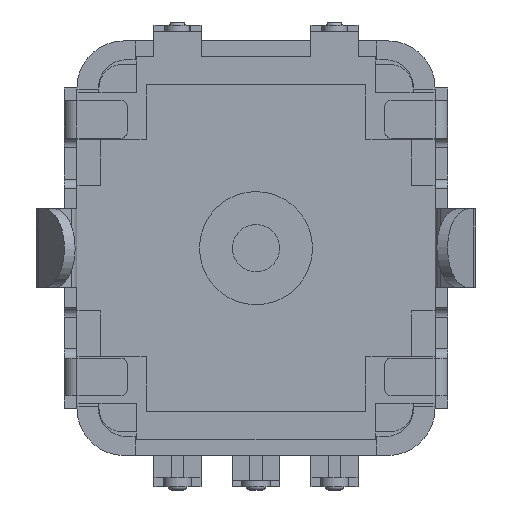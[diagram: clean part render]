
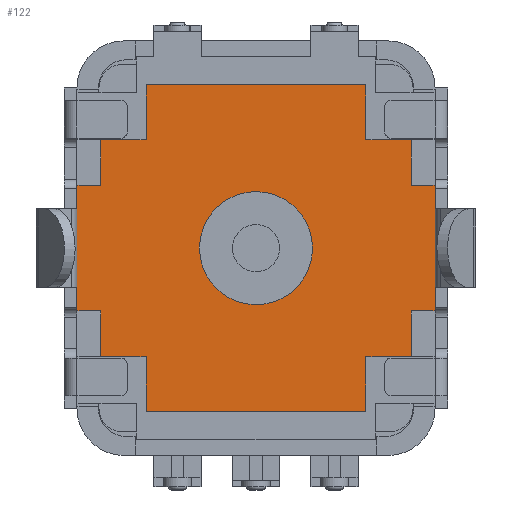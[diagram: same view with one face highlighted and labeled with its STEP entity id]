
A CAD part, front view. The second image highlights one B-rep face of the part: STEP entity #122.
In plain terms, the highlighted planar face has unit normal (0, -1, 0).
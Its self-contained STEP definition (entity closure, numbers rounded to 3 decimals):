
#122=ADVANCED_FACE('',(#701,#702),#703,.F.);
#701=FACE_OUTER_BOUND('',#1754,.T.);
#702=FACE_BOUND('',#1755,.T.);
#703=PLANE('',#1756);
#1754=EDGE_LOOP('',(#4455,#4456,#4457,#4458,#4459,#4460,#4461,#4462,#4463,#4464,#4465,#4466,#4467,#4468,#4469,#4470,#4471,#4472,#4473,#4474,#4475,#4476,#4477,#4478));
#1755=EDGE_LOOP('',(#4479,#4480,#4481,#4482));
#1756=AXIS2_PLACEMENT_3D('',#4483,#4484,#4485);
#4455=ORIENTED_EDGE('',*,*,#8540,.F.);
#4456=ORIENTED_EDGE('',*,*,#8541,.F.);
#4457=ORIENTED_EDGE('',*,*,#8542,.F.);
#4458=ORIENTED_EDGE('',*,*,#8543,.F.);
#4459=ORIENTED_EDGE('',*,*,#8544,.F.);
#4460=ORIENTED_EDGE('',*,*,#8545,.T.);
#4461=ORIENTED_EDGE('',*,*,#8546,.T.);
#4462=ORIENTED_EDGE('',*,*,#8547,.T.);
#4463=ORIENTED_EDGE('',*,*,#8548,.T.);
#4464=ORIENTED_EDGE('',*,*,#8549,.F.);
#4465=ORIENTED_EDGE('',*,*,#8550,.F.);
#4466=ORIENTED_EDGE('',*,*,#8551,.F.);
#4467=ORIENTED_EDGE('',*,*,#8539,.T.);
#4468=ORIENTED_EDGE('',*,*,#8552,.F.);
#4469=ORIENTED_EDGE('',*,*,#8553,.F.);
#4470=ORIENTED_EDGE('',*,*,#8554,.F.);
#4471=ORIENTED_EDGE('',*,*,#8555,.F.);
#4472=ORIENTED_EDGE('',*,*,#8556,.T.);
#4473=ORIENTED_EDGE('',*,*,#8557,.T.);
#4474=ORIENTED_EDGE('',*,*,#8558,.T.);
#4475=ORIENTED_EDGE('',*,*,#8559,.T.);
#4476=ORIENTED_EDGE('',*,*,#8560,.F.);
#4477=ORIENTED_EDGE('',*,*,#8561,.F.);
#4478=ORIENTED_EDGE('',*,*,#8562,.F.);
#4479=ORIENTED_EDGE('',*,*,#8226,.F.);
#4480=ORIENTED_EDGE('',*,*,#8563,.F.);
#4481=ORIENTED_EDGE('',*,*,#8230,.F.);
#4482=ORIENTED_EDGE('',*,*,#8564,.F.);
#4483=CARTESIAN_POINT('',(0.0,-5.1,0.0));
#4484=DIRECTION('',(-0.0,1.0,0.0));
#4485=DIRECTION('',(1.0,0.0,0.0));
#8226=EDGE_CURVE('',#9833,#9829,#9835,.T.);
#8230=EDGE_CURVE('',#9841,#9837,#9843,.T.);
#8539=EDGE_CURVE('',#10422,#10447,#10449,.T.);
#8540=EDGE_CURVE('',#10450,#10451,#10452,.T.);
#8541=EDGE_CURVE('',#10453,#10450,#10454,.T.);
#8542=EDGE_CURVE('',#10455,#10453,#10456,.T.);
#8543=EDGE_CURVE('',#10457,#10455,#10458,.T.);
#8544=EDGE_CURVE('',#10459,#10457,#10460,.T.);
#8545=EDGE_CURVE('',#10459,#10461,#10462,.T.);
#8546=EDGE_CURVE('',#10461,#10463,#10464,.T.);
#8547=EDGE_CURVE('',#10463,#10465,#10466,.T.);
#8548=EDGE_CURVE('',#10465,#10467,#10468,.T.);
#8549=EDGE_CURVE('',#10469,#10467,#10470,.T.);
#8550=EDGE_CURVE('',#10471,#10469,#10472,.T.);
#8551=EDGE_CURVE('',#10422,#10471,#10473,.T.);
#8552=EDGE_CURVE('',#10474,#10447,#10475,.T.);
#8553=EDGE_CURVE('',#10476,#10474,#10477,.T.);
#8554=EDGE_CURVE('',#10478,#10476,#10479,.T.);
#8555=EDGE_CURVE('',#10480,#10478,#10481,.T.);
#8556=EDGE_CURVE('',#10480,#10482,#10483,.T.);
#8557=EDGE_CURVE('',#10482,#10484,#10485,.T.);
#8558=EDGE_CURVE('',#10484,#10486,#10487,.T.);
#8559=EDGE_CURVE('',#10486,#10488,#10489,.T.);
#8560=EDGE_CURVE('',#10490,#10488,#10491,.T.);
#8561=EDGE_CURVE('',#10492,#10490,#10493,.T.);
#8562=EDGE_CURVE('',#10451,#10492,#10494,.T.);
#8563=EDGE_CURVE('',#9837,#9833,#10495,.T.);
#8564=EDGE_CURVE('',#9829,#9841,#10496,.T.);
#9829=VERTEX_POINT('',#12184);
#9833=VERTEX_POINT('',#12189);
#9835=CIRCLE('',#12192,1.8);
#9837=VERTEX_POINT('',#12194);
#9841=VERTEX_POINT('',#12199);
#9843=CIRCLE('',#12202,1.8);
#10422=VERTEX_POINT('',#14453);
#10447=VERTEX_POINT('',#14489);
#10449=LINE('',#14492,#14493);
#10450=VERTEX_POINT('',#14494);
#10451=VERTEX_POINT('',#14495);
#10452=LINE('',#14496,#14497);
#10453=VERTEX_POINT('',#14498);
#10454=LINE('',#14499,#14500);
#10455=VERTEX_POINT('',#14501);
#10456=LINE('',#14502,#14503);
#10457=VERTEX_POINT('',#14504);
#10458=LINE('',#14505,#14506);
#10459=VERTEX_POINT('',#14507);
#10460=LINE('',#14508,#14509);
#10461=VERTEX_POINT('',#14510);
#10462=LINE('',#14511,#14512);
#10463=VERTEX_POINT('',#14513);
#10464=LINE('',#14514,#14515);
#10465=VERTEX_POINT('',#14516);
#10466=LINE('',#14517,#14518);
#10467=VERTEX_POINT('',#14519);
#10468=LINE('',#14520,#14521);
#10469=VERTEX_POINT('',#14522);
#10470=LINE('',#14523,#14524);
#10471=VERTEX_POINT('',#14525);
#10472=LINE('',#14526,#14527);
#10473=LINE('',#14528,#14529);
#10474=VERTEX_POINT('',#14530);
#10475=LINE('',#14531,#14532);
#10476=VERTEX_POINT('',#14533);
#10477=LINE('',#14534,#14535);
#10478=VERTEX_POINT('',#14536);
#10479=LINE('',#14537,#14538);
#10480=VERTEX_POINT('',#14539);
#10481=LINE('',#14540,#14541);
#10482=VERTEX_POINT('',#14542);
#10483=LINE('',#14543,#14544);
#10484=VERTEX_POINT('',#14545);
#10485=LINE('',#14546,#14547);
#10486=VERTEX_POINT('',#14548);
#10487=LINE('',#14549,#14550);
#10488=VERTEX_POINT('',#14551);
#10489=LINE('',#14552,#14553);
#10490=VERTEX_POINT('',#14554);
#10491=LINE('',#14555,#14556);
#10492=VERTEX_POINT('',#14557);
#10493=LINE('',#14558,#14559);
#10494=LINE('',#14560,#14561);
#10495=CIRCLE('',#14562,1.8);
#10496=CIRCLE('',#14563,1.8);
#12184=CARTESIAN_POINT('',(1.796,-5.1,-0.113));
#12189=CARTESIAN_POINT('',(-1.8,-5.1,0.0));
#12192=AXIS2_PLACEMENT_3D('',#19412,#19413,#19414);
#12194=CARTESIAN_POINT('',(-1.796,-5.1,0.113));
#12199=CARTESIAN_POINT('',(1.8,-5.1,0.0));
#12202=AXIS2_PLACEMENT_3D('',#19420,#19421,#19422);
#14453=CARTESIAN_POINT('',(-5.7,-5.1,1.25));
#14489=CARTESIAN_POINT('',(-5.7,-5.1,-1.25));
#14492=CARTESIAN_POINT('',(-5.7,-5.1,1.25));
#14493=VECTOR('',#19915,2.5);
#14494=CARTESIAN_POINT('',(5.7,-5.1,1.25));
#14495=CARTESIAN_POINT('',(5.7,-5.1,-1.25));
#14496=CARTESIAN_POINT('',(5.7,-5.1,1.25));
#14497=VECTOR('',#19916,2.5);
#14498=CARTESIAN_POINT('',(5.7,-5.1,2.0));
#14499=CARTESIAN_POINT('',(5.7,-5.1,2.0));
#14500=VECTOR('',#19917,0.75);
#14501=CARTESIAN_POINT('',(4.95,-5.1,2.0));
#14502=CARTESIAN_POINT('',(4.95,-5.1,2.0));
#14503=VECTOR('',#19918,0.75);
#14504=CARTESIAN_POINT('',(4.95,-5.1,3.45));
#14505=CARTESIAN_POINT('',(4.95,-5.1,3.45));
#14506=VECTOR('',#19919,1.45);
#14507=CARTESIAN_POINT('',(3.5,-5.1,3.45));
#14508=CARTESIAN_POINT('',(3.5,-5.1,3.45));
#14509=VECTOR('',#19920,1.45);
#14510=CARTESIAN_POINT('',(3.5,-5.1,5.2));
#14511=CARTESIAN_POINT('',(3.5,-5.1,3.45));
#14512=VECTOR('',#19921,1.75);
#14513=CARTESIAN_POINT('',(-3.5,-5.1,5.2));
#14514=CARTESIAN_POINT('',(3.5,-5.1,5.2));
#14515=VECTOR('',#19922,7.0);
#14516=CARTESIAN_POINT('',(-3.5,-5.1,3.45));
#14517=CARTESIAN_POINT('',(-3.5,-5.1,5.2));
#14518=VECTOR('',#19923,1.75);
#14519=CARTESIAN_POINT('',(-4.95,-5.1,3.45));
#14520=CARTESIAN_POINT('',(-3.5,-5.1,3.45));
#14521=VECTOR('',#19924,1.45);
#14522=CARTESIAN_POINT('',(-4.95,-5.1,2.0));
#14523=CARTESIAN_POINT('',(-4.95,-5.1,2.0));
#14524=VECTOR('',#19925,1.45);
#14525=CARTESIAN_POINT('',(-5.7,-5.1,2.0));
#14526=CARTESIAN_POINT('',(-5.7,-5.1,2.0));
#14527=VECTOR('',#19926,0.75);
#14528=CARTESIAN_POINT('',(-5.7,-5.1,1.25));
#14529=VECTOR('',#19927,0.75);
#14530=CARTESIAN_POINT('',(-5.7,-5.1,-2.0));
#14531=CARTESIAN_POINT('',(-5.7,-5.1,-2.0));
#14532=VECTOR('',#19928,0.75);
#14533=CARTESIAN_POINT('',(-4.95,-5.1,-2.0));
#14534=CARTESIAN_POINT('',(-4.95,-5.1,-2.0));
#14535=VECTOR('',#19929,0.75);
#14536=CARTESIAN_POINT('',(-4.95,-5.1,-3.45));
#14537=CARTESIAN_POINT('',(-4.95,-5.1,-3.45));
#14538=VECTOR('',#19930,1.45);
#14539=CARTESIAN_POINT('',(-3.5,-5.1,-3.45));
#14540=CARTESIAN_POINT('',(-3.5,-5.1,-3.45));
#14541=VECTOR('',#19931,1.45);
#14542=CARTESIAN_POINT('',(-3.5,-5.1,-5.2));
#14543=CARTESIAN_POINT('',(-3.5,-5.1,-3.45));
#14544=VECTOR('',#19932,1.75);
#14545=CARTESIAN_POINT('',(3.5,-5.1,-5.2));
#14546=CARTESIAN_POINT('',(-3.5,-5.1,-5.2));
#14547=VECTOR('',#19933,7.0);
#14548=CARTESIAN_POINT('',(3.5,-5.1,-3.45));
#14549=CARTESIAN_POINT('',(3.5,-5.1,-5.2));
#14550=VECTOR('',#19934,1.75);
#14551=CARTESIAN_POINT('',(4.95,-5.1,-3.45));
#14552=CARTESIAN_POINT('',(3.5,-5.1,-3.45));
#14553=VECTOR('',#19935,1.45);
#14554=CARTESIAN_POINT('',(4.95,-5.1,-2.0));
#14555=CARTESIAN_POINT('',(4.95,-5.1,-2.0));
#14556=VECTOR('',#19936,1.45);
#14557=CARTESIAN_POINT('',(5.7,-5.1,-2.0));
#14558=CARTESIAN_POINT('',(5.7,-5.1,-2.0));
#14559=VECTOR('',#19937,0.75);
#14560=CARTESIAN_POINT('',(5.7,-5.1,-1.25));
#14561=VECTOR('',#19938,0.75);
#14562=AXIS2_PLACEMENT_3D('',#19939,#19940,#19941);
#14563=AXIS2_PLACEMENT_3D('',#19942,#19943,#19944);
#19412=CARTESIAN_POINT('',(0.0,-5.1,0.));
#19413=DIRECTION('',(0.0,-1.0,-0.0));
#19414=DIRECTION('',(-1.0,0.0,0.));
#19420=CARTESIAN_POINT('',(0.0,-5.1,0.));
#19421=DIRECTION('',(0.0,-1.0,0.0));
#19422=DIRECTION('',(1.0,0.0,0.));
#19915=DIRECTION('',(0.0,0.0,-1.0));
#19916=DIRECTION('',(0.0,0.0,-1.0));
#19917=DIRECTION('',(0.0,0.0,-1.0));
#19918=DIRECTION('',(1.0,0.0,0.0));
#19919=DIRECTION('',(0.0,0.0,-1.0));
#19920=DIRECTION('',(1.0,0.0,0.0));
#19921=DIRECTION('',(0.0,0.0,1.0));
#19922=DIRECTION('',(-1.0,0.0,0.0));
#19923=DIRECTION('',(0.0,0.0,-1.0));
#19924=DIRECTION('',(-1.0,0.0,0.0));
#19925=DIRECTION('',(0.0,0.0,1.0));
#19926=DIRECTION('',(1.0,0.0,0.0));
#19927=DIRECTION('',(0.0,0.0,1.0));
#19928=DIRECTION('',(0.0,0.0,1.0));
#19929=DIRECTION('',(-1.0,0.0,0.0));
#19930=DIRECTION('',(0.0,0.0,1.0));
#19931=DIRECTION('',(-1.0,0.0,0.0));
#19932=DIRECTION('',(0.0,0.0,-1.0));
#19933=DIRECTION('',(1.0,0.0,0.0));
#19934=DIRECTION('',(0.0,0.0,1.0));
#19935=DIRECTION('',(1.0,0.0,0.0));
#19936=DIRECTION('',(0.0,0.0,-1.0));
#19937=DIRECTION('',(-1.0,0.0,0.0));
#19938=DIRECTION('',(0.0,0.0,-1.0));
#19939=CARTESIAN_POINT('',(0.0,-5.1,0.));
#19940=DIRECTION('',(0.0,-1.0,0.0));
#19941=DIRECTION('',(1.0,0.0,0.));
#19942=CARTESIAN_POINT('',(0.0,-5.1,0.));
#19943=DIRECTION('',(0.0,-1.0,-0.0));
#19944=DIRECTION('',(-1.0,0.0,0.));
